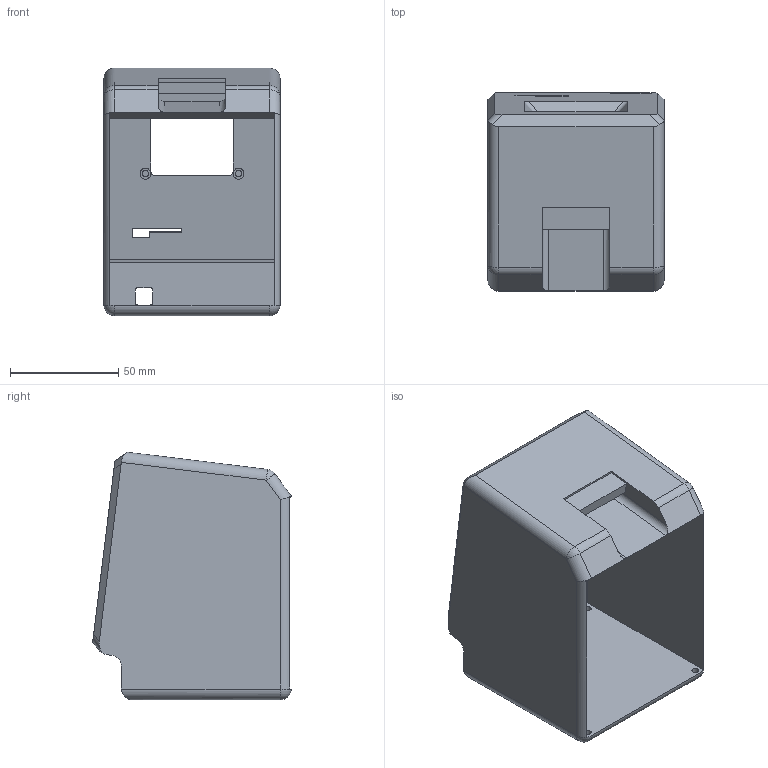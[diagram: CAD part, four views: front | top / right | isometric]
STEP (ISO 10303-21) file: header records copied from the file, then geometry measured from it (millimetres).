
FILE_DESCRIPTION(/* description */ ('STEP AP242','CAx-IF Rec.Pracs.---Representation and Presentation of Product Manufacturing Information (PMI)---4.0---2014-10-13','CAx-IF Rec.Pracs.---3D Tessellated Geometry---0.4---2014-09-14','2;1'),/* implementation_level */ '2;1');
FILE_NAME(/* name */ '6525dbd3c00f130c7ae9b3c6',/* time_stamp */ '2023-10-10T23:18:44Z',/* author */ (''),/* organization */ (''),/* preprocessor_version */ 'ST-DEVELOPER v19.4',/* originating_system */ ' ',/* authorisation */ ' ');
FILE_SCHEMA (('AP242_MANAGED_MODEL_BASED_3D_ENGINEERING_MIM_LF { 1 0 10303 442 1 1 4 }'));
Length unit declared in the file: metre
Products named in the file (1): case
Bounding box: 81.33 x 91.72 x 114.39 mm (x, y, z)
Volume: 174986.4 mm3; surface area: 75270.7 mm2
Topology: 1 solids, 1 shells, 294 faces, 788 edges, 516 vertices
Faces by surface type: plane 143, bspline 99, cylinder 48, sphere 4
Full cylindrical faces by diameter (mm): 3 x8, 5 x4
Entity records: 9400 total; most frequent: CARTESIAN_POINT 2680, ORIENTED_EDGE 1544, DIRECTION 1062, EDGE_CURVE 772, VERTEX_POINT 516, LINE 474, VECTOR 474, EDGE_LOOP 336
